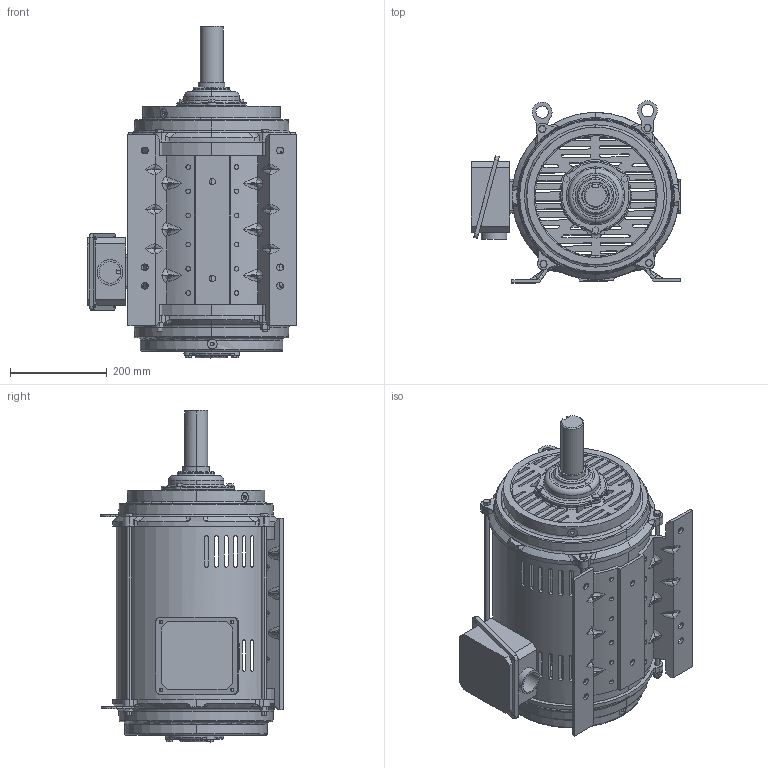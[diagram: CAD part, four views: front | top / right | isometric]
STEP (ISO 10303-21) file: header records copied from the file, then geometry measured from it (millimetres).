
FILE_DESCRIPTION (( 'STEP AP214' ), '1' );
FILE_NAME ('SS620687-286T_RevC R1 Good Coord.STEP', '2021-04-05T17:19:15', ( '' ), ( '' ), 'SwSTEP 2.0', 'SolidWorks 2017', '' );
FILE_SCHEMA (( 'AUTOMOTIVE_DESIGN' ));
Length unit declared in the file: inch
Products named in the file (1): SS620687-286T_RevC R1 Good Coord
Bounding box: 433.53 x 376.16 x 685.64 mm (x, y, z)
Volume: 11218859.8 mm3; surface area: 2245199.4 mm2
Topology: 28 solids, 28 shells, 2078 faces, 6036 edges, 3949 vertices
Faces by surface type: cylinder 971, plane 648, torus 175, bspline 142, cone 142
Entity records: 101777 total; most frequent: CARTESIAN_POINT 48097, ORIENTED_EDGE 12024, DIRECTION 10175, EDGE_CURVE 6012, VERTEX_POINT 3949, AXIS2_PLACEMENT_3D 3878, LINE 2419, VECTOR 2419
